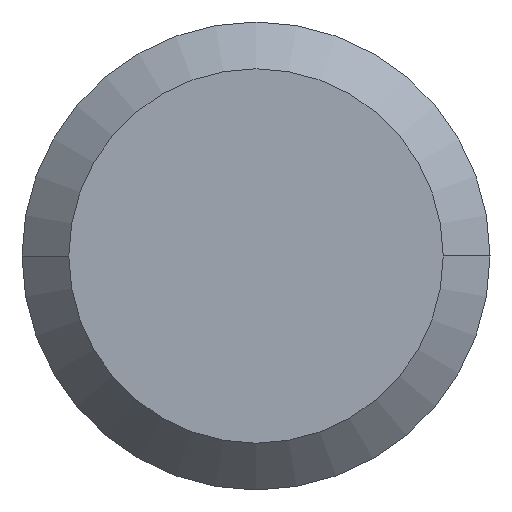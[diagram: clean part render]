
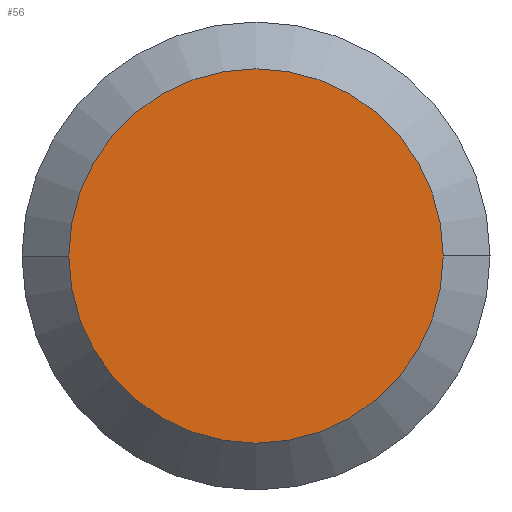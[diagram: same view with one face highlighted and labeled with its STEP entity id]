
A CAD part, left-side view. The second image highlights one B-rep face of the part: STEP entity #56.
In plain terms, the highlighted planar face has unit normal (-1, 0, 0).
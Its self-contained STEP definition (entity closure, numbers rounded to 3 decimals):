
#2 = VERTEX_POINT ( 'NONE', #66 ) ;
#3 = CARTESIAN_POINT ( 'NONE',  ( 0., 0., 0. ) ) ;
#9 = AXIS2_PLACEMENT_3D ( 'NONE', #3, #331, #263 ) ;
#23 = CIRCLE ( 'NONE', #9, 1.2 ) ;
#28 = EDGE_LOOP ( 'NONE', ( #63, #126 ) ) ;
#32 = CARTESIAN_POINT ( 'NONE',  ( 0., 0., 0. ) ) ;
#56 = ADVANCED_FACE ( 'NONE', ( #299 ), #90, .T. ) ;
#63 = ORIENTED_EDGE ( 'NONE', *, *, #123, .F. ) ;
#66 = CARTESIAN_POINT ( 'NONE',  ( 0., 1.2, 0. ) ) ;
#90 = PLANE ( 'NONE',  #255 ) ;
#123 = EDGE_CURVE ( 'NONE', #2, #238, #271, .T. ) ;
#126 = ORIENTED_EDGE ( 'NONE', *, *, #343, .F. ) ;
#152 = CARTESIAN_POINT ( 'NONE',  ( 0., -1.2, 0. ) ) ;
#183 = DIRECTION ( 'NONE',  ( -1., 0., 0. ) ) ;
#238 = VERTEX_POINT ( 'NONE', #152 ) ;
#255 = AXIS2_PLACEMENT_3D ( 'NONE', #383, #183, #315 ) ;
#263 = DIRECTION ( 'NONE',  ( 0., 1., 0. ) ) ;
#264 = DIRECTION ( 'NONE',  ( 1., 0., 0. ) ) ;
#271 = CIRCLE ( 'NONE', #340, 1.2 ) ;
#299 = FACE_OUTER_BOUND ( 'NONE', #28, .T. ) ;
#315 = DIRECTION ( 'NONE',  ( 0., -1., 0. ) ) ;
#331 = DIRECTION ( 'NONE',  ( 1., 0., 0. ) ) ;
#332 = DIRECTION ( 'NONE',  ( 0., 1., 0. ) ) ;
#340 = AXIS2_PLACEMENT_3D ( 'NONE', #32, #264, #332 ) ;
#343 = EDGE_CURVE ( 'NONE', #238, #2, #23, .T. ) ;
#383 = CARTESIAN_POINT ( 'NONE',  ( 0., 0., 0. ) ) ;
